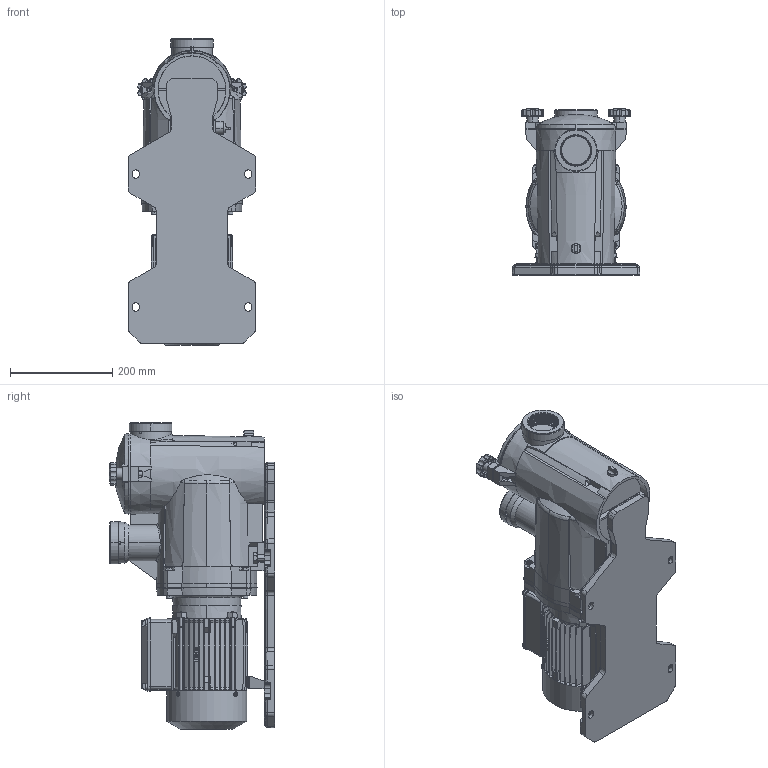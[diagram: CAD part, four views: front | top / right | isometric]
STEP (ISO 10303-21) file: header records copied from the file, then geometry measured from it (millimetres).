
FILE_DESCRIPTION (( 'STEP AP214' ), '1' );
FILE_NAME ('4.93.475.04swa01.step', '2022-06-06T13:25:02', ( '' ), ( '' ), 'SwSTEP 2.0', 'SolidWorks 2020', '' );
FILE_SCHEMA (( 'AUTOMOTIVE_DESIGN' ));
Length unit declared in the file: millimetre
Products named in the file (2): Copia di 4_93_475_04^4.93.475.04swa01; 4.93.475.04swa01
Assembly tree (1 placements, depth 2):
  4.93.475.04swa01
    Copia di 4_93_475_04^4.93.475.04swa01
Bounding box: 250 x 324.18 x 600 mm (x, y, z)
Surface area: 1031205.6 mm2 (no closed solid volume)
Topology: 0 solids, 22 shells, 2293 faces, 6036 edges, 3884 vertices
Faces by surface type: plane 1200, cylinder 430, cone 308, bspline 252, torus 81, sphere 22
Entity records: 106520 total; most frequent: CARTESIAN_POINT 53288, ORIENTED_EDGE 12067, DIRECTION 9420, EDGE_CURVE 6036, VERTEX_POINT 3884, LINE 3190, VECTOR 3190, AXIS2_PLACEMENT_3D 3115
